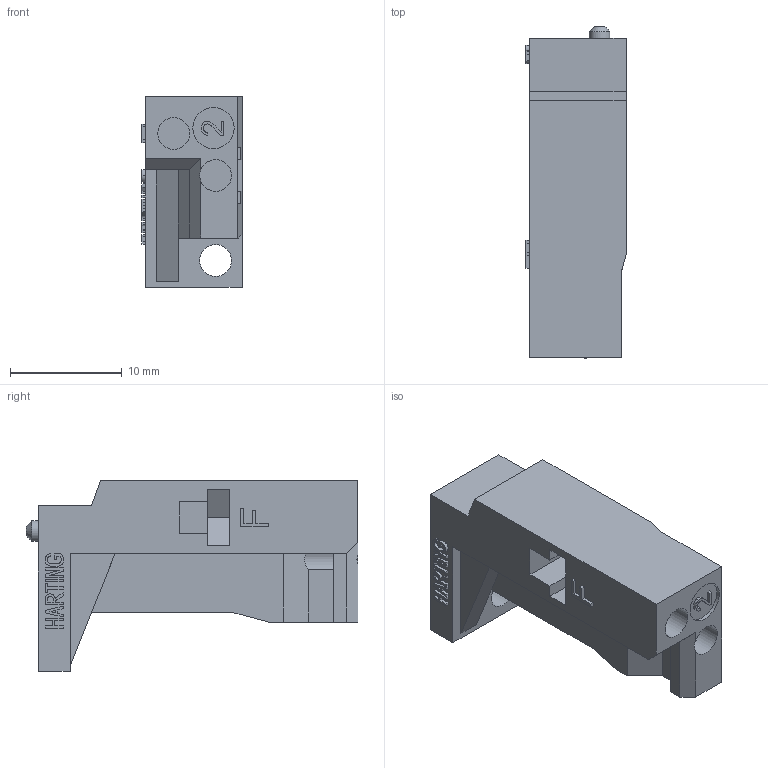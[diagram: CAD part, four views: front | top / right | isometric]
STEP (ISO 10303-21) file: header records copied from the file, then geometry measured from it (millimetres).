
FILE_DESCRIPTION(/* description */ (''),/* implementation_level */ '2;1');
FILE_NAME(/* name */ '100123086ugm000_b.stp',/* time_stamp */ '2016-09-28T11:03:22+02:00',/* author */ (''),/* organization */ (''),/* preprocessor_version */ 'ST-DEVELOPER v16',/* originating_system */ 'SIEMENS PLM Software NX 10.0',/* authorisation */ '');
FILE_SCHEMA (('AUTOMOTIVE_DESIGN { 1 0 10303 214 3 1 1 1 }'));
Length unit declared in the file: millimetre
Products named in the file (1): 100123086ugm000_b
Bounding box: 8.97 x 29.7 x 17.08 mm (x, y, z)
Volume: 2204.2 mm3; surface area: 1871.5 mm2
Topology: 1 solids, 1 shells, 180 faces, 491 edges, 325 vertices
Faces by surface type: plane 146, cylinder 33, cone 1
Full cylindrical faces by diameter (mm): 1.85 x1, 2.85 x4, 3.7 x1
Entity records: 5642 total; most frequent: CARTESIAN_POINT 1001, ORIENTED_EDGE 966, DIRECTION 912, EDGE_CURVE 483, LINE 408, VECTOR 408, VERTEX_POINT 325, AXIS2_PLACEMENT_3D 252
